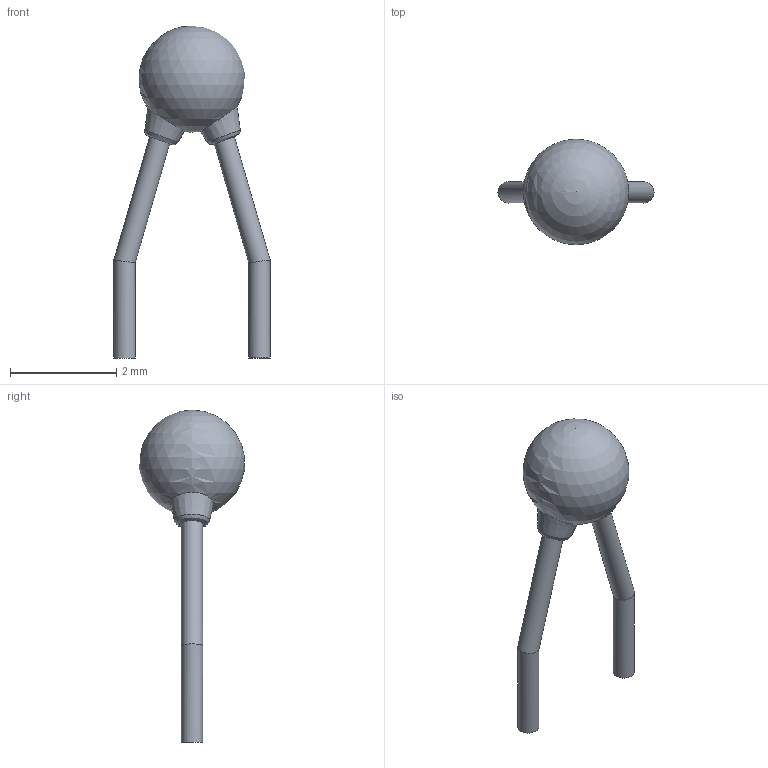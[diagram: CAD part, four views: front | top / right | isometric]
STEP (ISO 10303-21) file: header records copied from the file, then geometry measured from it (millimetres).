
FILE_DESCRIPTION(('FreeCAD Model'),'2;1');
FILE_NAME('Thermistor_PTC_2mm.step','2021-02-10T19:24:29',('kicad StepUp'),( 'ksu MCAD'),'Open CASCADE STEP processor 7.3','FreeCAD','Unknown');
FILE_SCHEMA(('AUTOMOTIVE_DESIGN { 1 0 10303 214 1 1 1 1 }'));
Length unit declared in the file: millimetre
Products named in the file (1): Thermistor_PTC_2mm
Bounding box: 2.94 x 1.99 x 6.26 mm (x, y, z)
Volume: 5.5 mm3; surface area: 24.4 mm2
Topology: 1 solids, 1 shells, 13 faces, 32 edges, 20 vertices
Faces by surface type: cylinder 4, cone 4, plane 2, bspline 2, sphere 1
Full cylindrical faces by diameter (mm): 0.4 x4
Entity records: 920 total; most frequent: CARTESIAN_POINT 544, ORIENTED_EDGE 60, DIRECTION 52, EDGE_CURVE 30, AXIS2_PLACEMENT_3D 22, VERTEX_POINT 20, FACE_BOUND 14, EDGE_LOOP 14
